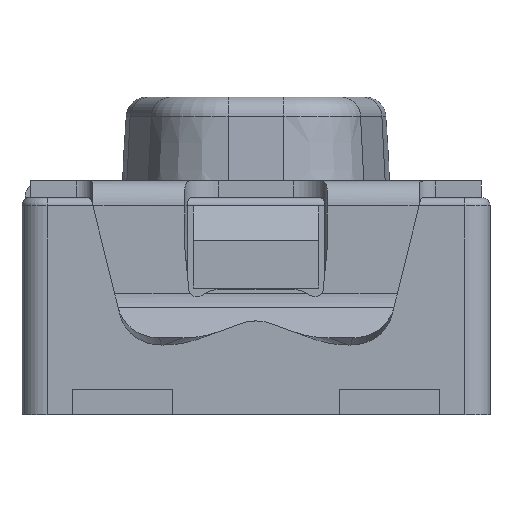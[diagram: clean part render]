
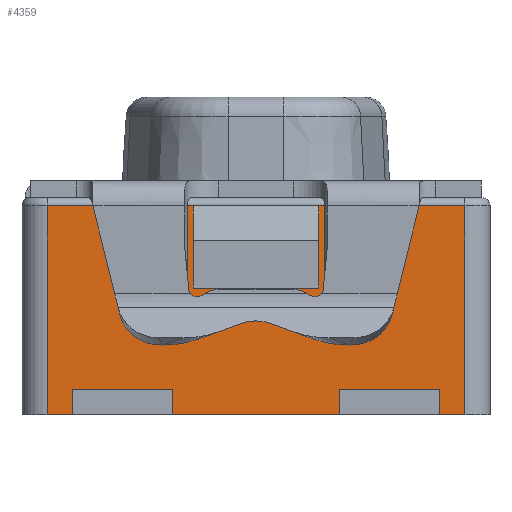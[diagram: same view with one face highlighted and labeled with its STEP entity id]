
A CAD part, left-side view. The second image highlights one B-rep face of the part: STEP entity #4359.
In plain terms, the highlighted planar face has unit normal (-1, 0, 0).
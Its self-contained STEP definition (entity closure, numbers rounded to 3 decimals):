
#496=FACE_OUTER_BOUND('',#737,.T.);
#737=EDGE_LOOP('',(#3737,#3738,#3739,#3740,#3741,#3742,#3743,#3744,#3745,
#3746,#3747,#3748));
#1149=LINE('',#7623,#1590);
#1150=LINE('',#7628,#1591);
#1151=LINE('',#7630,#1592);
#1152=LINE('',#7632,#1593);
#1153=LINE('',#7634,#1594);
#1154=LINE('',#7636,#1595);
#1155=LINE('',#7638,#1596);
#1156=LINE('',#7640,#1597);
#1157=LINE('',#7642,#1598);
#1158=LINE('',#7644,#1599);
#1159=LINE('',#7646,#1600);
#1160=LINE('',#7647,#1601);
#1590=VECTOR('',#5826,1000.);
#1591=VECTOR('',#5833,1000.);
#1592=VECTOR('',#5834,1000.);
#1593=VECTOR('',#5835,1000.);
#1594=VECTOR('',#5836,1000.);
#1595=VECTOR('',#5837,1000.);
#1596=VECTOR('',#5838,1000.);
#1597=VECTOR('',#5839,1000.);
#1598=VECTOR('',#5840,1000.);
#1599=VECTOR('',#5841,1000.);
#1600=VECTOR('',#5842,1000.);
#1601=VECTOR('',#5843,1000.);
#2032=VERTEX_POINT('',#7621);
#2033=VERTEX_POINT('',#7622);
#2034=VERTEX_POINT('',#7627);
#2035=VERTEX_POINT('',#7629);
#2036=VERTEX_POINT('',#7631);
#2037=VERTEX_POINT('',#7633);
#2038=VERTEX_POINT('',#7635);
#2039=VERTEX_POINT('',#7637);
#2040=VERTEX_POINT('',#7639);
#2041=VERTEX_POINT('',#7641);
#2042=VERTEX_POINT('',#7643);
#2043=VERTEX_POINT('',#7645);
#2617=EDGE_CURVE('',#2032,#2033,#1149,.T.);
#2620=EDGE_CURVE('',#2032,#2034,#1150,.T.);
#2621=EDGE_CURVE('',#2034,#2035,#1151,.T.);
#2622=EDGE_CURVE('',#2036,#2035,#1152,.T.);
#2623=EDGE_CURVE('',#2036,#2037,#1153,.T.);
#2624=EDGE_CURVE('',#2037,#2038,#1154,.T.);
#2625=EDGE_CURVE('',#2038,#2039,#1155,.T.);
#2626=EDGE_CURVE('',#2039,#2040,#1156,.T.);
#2627=EDGE_CURVE('',#2040,#2041,#1157,.T.);
#2628=EDGE_CURVE('',#2041,#2042,#1158,.T.);
#2629=EDGE_CURVE('',#2042,#2043,#1159,.T.);
#2630=EDGE_CURVE('',#2043,#2033,#1160,.T.);
#3737=ORIENTED_EDGE('',*,*,#2620,.T.);
#3738=ORIENTED_EDGE('',*,*,#2621,.T.);
#3739=ORIENTED_EDGE('',*,*,#2622,.F.);
#3740=ORIENTED_EDGE('',*,*,#2623,.T.);
#3741=ORIENTED_EDGE('',*,*,#2624,.T.);
#3742=ORIENTED_EDGE('',*,*,#2625,.T.);
#3743=ORIENTED_EDGE('',*,*,#2626,.T.);
#3744=ORIENTED_EDGE('',*,*,#2627,.T.);
#3745=ORIENTED_EDGE('',*,*,#2628,.T.);
#3746=ORIENTED_EDGE('',*,*,#2629,.T.);
#3747=ORIENTED_EDGE('',*,*,#2630,.T.);
#3748=ORIENTED_EDGE('',*,*,#2617,.F.);
#4147=PLANE('',#4754);
#4359=ADVANCED_FACE('',(#496),#4147,.F.);
#4754=AXIS2_PLACEMENT_3D('',#7626,#5831,#5832);
#5826=DIRECTION('',(0.,0.,1.));
#5831=DIRECTION('center_axis',(1.,0.,0.));
#5832=DIRECTION('ref_axis',(0.,1.,0.));
#5833=DIRECTION('',(0.,-1.,0.));
#5834=DIRECTION('',(0.,0.,1.));
#5835=DIRECTION('',(0.,1.,0.));
#5836=DIRECTION('',(0.,0.,-1.));
#5837=DIRECTION('',(0.,-1.,0.));
#5838=DIRECTION('',(0.,0.,1.));
#5839=DIRECTION('',(0.,-1.,0.));
#5840=DIRECTION('',(0.,0.,-1.));
#5841=DIRECTION('',(0.,-1.,0.));
#5842=DIRECTION('',(0.,0.,1.));
#5843=DIRECTION('',(0.,1.,0.));
#7621=CARTESIAN_POINT('',(-1.9,1.25,0.));
#7622=CARTESIAN_POINT('',(-1.9,1.25,1.25));
#7623=CARTESIAN_POINT('',(-1.9,1.25,-6.12));
#7626=CARTESIAN_POINT('Origin',(-1.9,1.25,-6.12));
#7627=CARTESIAN_POINT('',(-1.9,1.1,0.));
#7628=CARTESIAN_POINT('',(-1.9,1.25,0.));
#7629=CARTESIAN_POINT('',(-1.9,1.1,0.15));
#7630=CARTESIAN_POINT('',(-1.9,1.1,-6.12));
#7631=CARTESIAN_POINT('',(-1.9,0.5,0.15));
#7632=CARTESIAN_POINT('',(-1.9,1.25,0.15));
#7633=CARTESIAN_POINT('',(-1.9,0.5,0.));
#7634=CARTESIAN_POINT('',(-1.9,0.5,-6.12));
#7635=CARTESIAN_POINT('',(-1.9,-0.5,0.));
#7636=CARTESIAN_POINT('',(-1.9,1.25,0.));
#7637=CARTESIAN_POINT('',(-1.9,-0.5,0.15));
#7638=CARTESIAN_POINT('',(-1.9,-0.5,-6.12));
#7639=CARTESIAN_POINT('',(-1.9,-1.1,0.15));
#7640=CARTESIAN_POINT('',(-1.9,1.25,0.15));
#7641=CARTESIAN_POINT('',(-1.9,-1.1,0.));
#7642=CARTESIAN_POINT('',(-1.9,-1.1,-6.12));
#7643=CARTESIAN_POINT('',(-1.9,-1.25,0.));
#7644=CARTESIAN_POINT('',(-1.9,1.25,0.));
#7645=CARTESIAN_POINT('',(-1.9,-1.25,1.25));
#7646=CARTESIAN_POINT('',(-1.9,-1.25,-6.12));
#7647=CARTESIAN_POINT('',(-1.9,1.25,1.25));
